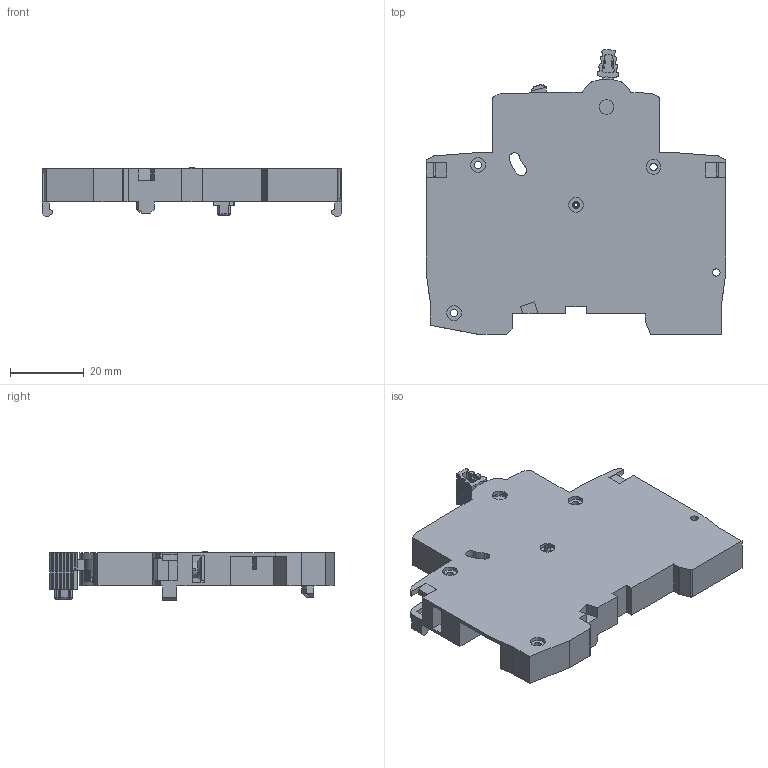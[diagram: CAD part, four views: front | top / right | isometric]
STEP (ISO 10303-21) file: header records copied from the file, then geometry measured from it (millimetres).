
FILE_DESCRIPTION (( 'STEP AP203' ), '1' );
FILE_NAME ('GMCBU-ALM11.step', '2020-06-16T22:57:30', ( '' ), ( '' ), 'SwSTEP 2.0', 'SolidWorks 2019', '' );
FILE_SCHEMA (( 'CONFIG_CONTROL_DESIGN' ));
Length unit declared in the file: inch
Products named in the file (1): GMCBU-ALM11
Bounding box: 81 x 77 x 13.52 mm (x, y, z)
Volume: 34976.4 mm3; surface area: 16833.6 mm2
Topology: 10 solids, 10 shells, 592 faces, 1595 edges, 1037 vertices
Faces by surface type: plane 352, cylinder 212, bspline 15, cone 8, torus 5
Entity records: 19374 total; most frequent: CARTESIAN_POINT 4200, ORIENTED_EDGE 3190, DIRECTION 3109, EDGE_CURVE 1595, VECTOR 1103, LINE 1103, VERTEX_POINT 1037, AXIS2_PLACEMENT_3D 1003
